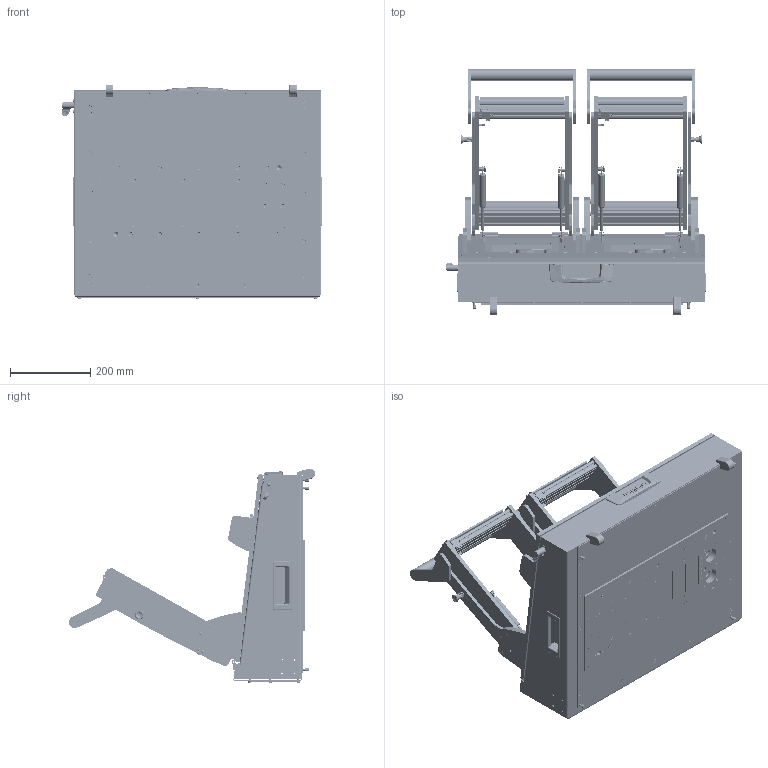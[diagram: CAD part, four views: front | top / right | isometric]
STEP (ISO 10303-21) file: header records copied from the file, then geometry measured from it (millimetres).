
FILE_DESCRIPTION (( 'STEP AP214' ), '1' );
FILE_NAME ('INGUN_33439_open.STEP', '2021-03-02T14:30:28', ( '' ), ( '' ), 'SwSTEP 2.0', 'SolidWorks 2018', '' );
FILE_SCHEMA (( 'AUTOMOTIVE_DESIGN' ));
Length unit declared in the file: millimetre
Products named in the file (133): 109950~0_KUNDE<S>; 23107~0; ISO7380~n_M05,0x008; 36175~4_S; 33291~2_S; ISO7380~n_M03,0x005; 35334~0_S; 39891~3_KUNDE<S>; ISO7380~n_M04,0x010; 53031~0_S; 109949~0_KUNDE<S>; DIN7991~n_M04,0x008 VA; 35663~9_S; 23453~0_Ansaugflansch gedreht<Standard>; 3521~0_Spring Pin ISO 8752 - 3 x 16 - St; 23420~1; 29805~4_geschlossen<S>; 55712~0_KUNDE<S>; DIN6325~n_03,0m6x010; KT-Master~-k-t_KT-158; 55713~1_KUNDE<S>; 30758~0_S; 48726~2_S; 110231~1_S; DIN914~n_M04,0x05; DIN7991~n_M05,0x016; 31555~4_S; DIN6325~n_04,0m6x012; 31109~0; DIN7~n_01,0m6x006; ISO7380~n_M04,0x008; 109948~0_KUNDE<S>; 13880~4; DIN7991~n_M05,0x035; 109128~0_offen <S>; 21332~0; DIN125~n_06,4 M06,0 Fase; 33292~0_S; DIN965~n_M04,0x010; 20902~0 ...
Assembly tree (439 placements, depth 5):
  INGUN_33439_open
    33295~1_KUNDE<Standard>
      33291~2_S
        32333~12
      23418~4
      14560~0_KUNDE Ansaugflansch gedreht<Standard>
        14561~5_KUNDE<Standard>
        14689~1  x2
        14688~0  x2
        KT-Master~-k-t_KT-158
        14102~1  x8
        23082~2  x3
        23453~0_Ansaugflansch gedreht<Standard>
          13880~4
          11683~0
          23691~0  x2
          DIN965~n_M04,0x010  x6
        3609~0  x18
        DIN7~n_01,0m6x006  x24
        DIN7~n_04,0m6x004  x2
        ISO7380~n_M04,0x010  x4
        DIN7991~n_M04,0x012  x16
      10143~0  x4
      14749~0  x4
      23419~3  x4
      23107~0  x4
      23420~1  x4
      13892~3  x2
      11683~0
      32171~0_S
      53032~0_S
      30758~0_S  x2
        30758_01~0_S
        30758_02~0_S
      31555~4_S
      20902~0
      21332~0
        21332_02~0
        21332_01~0
      32462~0_S
      33292~0_S
      29805~4_geschlossen<S>
        110322~4_S
        110705~1_S
        30984~0_S
        110231~1_S
        110443~0_S
        30112~0
        ISO7380~n_M05,0x030
        ISO7380~n_M04,0x008  x2
        DIN914~n_M04,0x05
      35334~0_S
      ISO7380~n_M04,0x010  x8
      DIN7991~n_M04,0x008 VA  x12
      DIN7991~n_M04,0x010  x8
      DIN7991~n_M05,0x012  x2
      DIN125~n_05,3 M05,0 Fase  x2
      DIN985-A2~n_M05,0  x3
      8804~0
      DIN7991~n_M05,0x035
Bounding box: 647.5 x 612.72 x 534.17 mm (x, y, z)
Volume: 8556459.4 mm3; surface area: 4123940.5 mm2
Topology: 500 solids, 500 shells, 11736 faces, 29033 edges, 18497 vertices
Faces by surface type: cylinder 5275, plane 3943, cone 1574, bspline 484, sphere 260, torus 200
Entity records: 159787 total; most frequent: CARTESIAN_POINT 37677, DIRECTION 24212, ORIENTED_EDGE 21872, EDGE_CURVE 10936, AXIS2_PLACEMENT_3D 9308, VERTEX_POINT 7046, LINE 5596, VECTOR 5596
